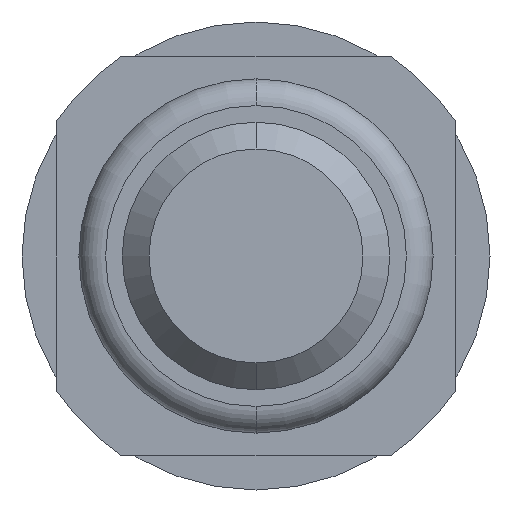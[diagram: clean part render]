
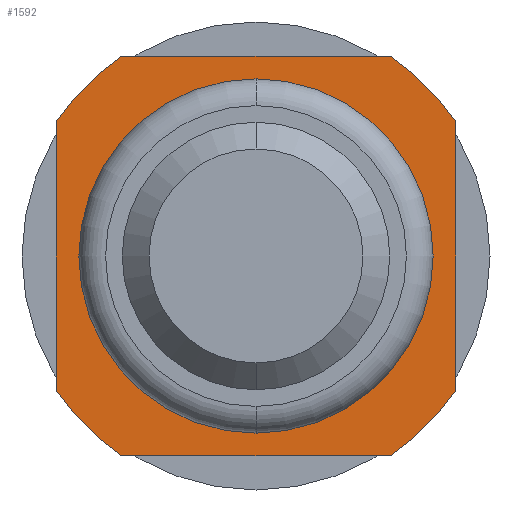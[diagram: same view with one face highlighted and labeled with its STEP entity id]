
A CAD part, front view. The second image highlights one B-rep face of the part: STEP entity #1592.
In plain terms, the highlighted planar face has unit normal (0, -1, 0).
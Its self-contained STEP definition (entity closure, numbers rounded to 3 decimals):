
#14 = DIRECTION ( 'NONE',  ( 0., 0., -1. ) ) ;
#68 = ORIENTED_EDGE ( 'NONE', *, *, #732, .F. ) ;
#254 = EDGE_CURVE ( 'NONE', #805, #533, #2414, .T. ) ;
#258 = DIRECTION ( 'NONE',  ( 0., 1., 0. ) ) ;
#273 = DIRECTION ( 'NONE',  ( 0., 0., 1. ) ) ;
#284 = CARTESIAN_POINT ( 'NONE',  ( 1.495, -2., 1.002 ) ) ;
#292 = VERTEX_POINT ( 'NONE', #284 ) ;
#297 = DIRECTION ( 'NONE',  ( 0., 0., 1. ) ) ;
#342 = EDGE_CURVE ( 'NONE', #1455, #2483, #1721, .T. ) ;
#348 = CARTESIAN_POINT ( 'NONE',  ( 0., -2., 0. ) ) ;
#364 = DIRECTION ( 'NONE',  ( 0., 1., 0. ) ) ;
#418 = VERTEX_POINT ( 'NONE', #2575 ) ;
#435 = VERTEX_POINT ( 'NONE', #1746 ) ;
#480 = DIRECTION ( 'NONE',  ( 0., 0., 1. ) ) ;
#493 = CARTESIAN_POINT ( 'NONE',  ( 1.002, -2., -1.495 ) ) ;
#533 = VERTEX_POINT ( 'NONE', #3537 ) ;
#554 = CARTESIAN_POINT ( 'NONE',  ( -1.495, -2., 1.002 ) ) ;
#578 = ORIENTED_EDGE ( 'NONE', *, *, #1632, .F. ) ;
#651 = AXIS2_PLACEMENT_3D ( 'NONE', #2310, #897, #2021 ) ;
#732 = EDGE_CURVE ( 'NONE', #2965, #1455, #3448, .T. ) ;
#745 = ORIENTED_EDGE ( 'NONE', *, *, #2788, .F. ) ;
#805 = VERTEX_POINT ( 'NONE', #3646 ) ;
#826 = DIRECTION ( 'NONE',  ( 0., 0., 1. ) ) ;
#842 = DIRECTION ( 'NONE',  ( 0., 1., 0. ) ) ;
#889 = EDGE_CURVE ( 'NONE', #418, #292, #2235, .T. ) ;
#897 = DIRECTION ( 'NONE',  ( 0., 1., 0. ) ) ;
#900 = ORIENTED_EDGE ( 'NONE', *, *, #254, .T. ) ;
#913 = LINE ( 'NONE', #2287, #3529 ) ;
#983 = ORIENTED_EDGE ( 'NONE', *, *, #3379, .F. ) ;
#987 = DIRECTION ( 'NONE',  ( 1., 0., 0. ) ) ;
#1128 = ORIENTED_EDGE ( 'NONE', *, *, #3576, .T. ) ;
#1176 = DIRECTION ( 'NONE',  ( 0., 1., 0. ) ) ;
#1238 = CARTESIAN_POINT ( 'NONE',  ( -1.495, -2., -1.002 ) ) ;
#1287 = CARTESIAN_POINT ( 'NONE',  ( -1.002, -2., -1.495 ) ) ;
#1400 = VECTOR ( 'NONE', #1660, 1000. ) ;
#1414 = PLANE ( 'NONE',  #3144 ) ;
#1455 = VERTEX_POINT ( 'NONE', #1287 ) ;
#1485 = LINE ( 'NONE', #2348, #2911 ) ;
#1592 = ADVANCED_FACE ( 'NONE', ( #3405, #3308 ), #1414, .F. ) ;
#1602 = CIRCLE ( 'NONE', #2025, 1.325 ) ;
#1604 = VERTEX_POINT ( 'NONE', #554 ) ;
#1632 = EDGE_CURVE ( 'NONE', #2483, #1604, #2230, .T. ) ;
#1655 = EDGE_CURVE ( 'NONE', #292, #435, #913, .T. ) ;
#1660 = DIRECTION ( 'NONE',  ( -1., 0., 0. ) ) ;
#1694 = EDGE_LOOP ( 'NONE', ( #900, #1128 ) ) ;
#1721 = CIRCLE ( 'NONE', #2448, 1.8 ) ;
#1734 = DIRECTION ( 'NONE',  ( 0., 0., 1. ) ) ;
#1746 = CARTESIAN_POINT ( 'NONE',  ( 1.495, -2., -1.002 ) ) ;
#1786 = VERTEX_POINT ( 'NONE', #2616 ) ;
#1944 = ORIENTED_EDGE ( 'NONE', *, *, #342, .F. ) ;
#1975 = CARTESIAN_POINT ( 'NONE',  ( 0., -2., 0. ) ) ;
#2015 = DIRECTION ( 'NONE',  ( 0., 0., 1. ) ) ;
#2021 = DIRECTION ( 'NONE',  ( 0., 0., 1. ) ) ;
#2025 = AXIS2_PLACEMENT_3D ( 'NONE', #3675, #842, #826 ) ;
#2028 = DIRECTION ( 'NONE',  ( 0., 1., 0. ) ) ;
#2058 = CIRCLE ( 'NONE', #2128, 1.8 ) ;
#2128 = AXIS2_PLACEMENT_3D ( 'NONE', #2570, #2028, #1734 ) ;
#2230 = LINE ( 'NONE', #2823, #3624 ) ;
#2235 = CIRCLE ( 'NONE', #2446, 1.8 ) ;
#2261 = ORIENTED_EDGE ( 'NONE', *, *, #889, .F. ) ;
#2271 = CARTESIAN_POINT ( 'NONE',  ( 0., -2., 0. ) ) ;
#2287 = CARTESIAN_POINT ( 'NONE',  ( 1.495, -2., 0. ) ) ;
#2310 = CARTESIAN_POINT ( 'NONE',  ( 0., -2., 0. ) ) ;
#2337 = ORIENTED_EDGE ( 'NONE', *, *, #1655, .F. ) ;
#2348 = CARTESIAN_POINT ( 'NONE',  ( 1.8, -2., 1.495 ) ) ;
#2395 = EDGE_CURVE ( 'NONE', #1604, #1786, #2058, .T. ) ;
#2414 = CIRCLE ( 'NONE', #2949, 1.325 ) ;
#2446 = AXIS2_PLACEMENT_3D ( 'NONE', #348, #1176, #297 ) ;
#2448 = AXIS2_PLACEMENT_3D ( 'NONE', #2271, #3684, #2817 ) ;
#2483 = VERTEX_POINT ( 'NONE', #1238 ) ;
#2570 = CARTESIAN_POINT ( 'NONE',  ( 0., -2., 0. ) ) ;
#2575 = CARTESIAN_POINT ( 'NONE',  ( 1.002, -2., 1.495 ) ) ;
#2616 = CARTESIAN_POINT ( 'NONE',  ( -1.002, -2., 1.495 ) ) ;
#2735 = ORIENTED_EDGE ( 'NONE', *, *, #2395, .F. ) ;
#2788 = EDGE_CURVE ( 'NONE', #435, #2965, #3254, .T. ) ;
#2817 = DIRECTION ( 'NONE',  ( 0., 0., 1. ) ) ;
#2823 = CARTESIAN_POINT ( 'NONE',  ( -1.495, -2., 0. ) ) ;
#2911 = VECTOR ( 'NONE', #987, 1000. ) ;
#2949 = AXIS2_PLACEMENT_3D ( 'NONE', #1975, #258, #273 ) ;
#2965 = VERTEX_POINT ( 'NONE', #493 ) ;
#3144 = AXIS2_PLACEMENT_3D ( 'NONE', #3422, #364, #480 ) ;
#3254 = CIRCLE ( 'NONE', #651, 1.8 ) ;
#3308 = FACE_OUTER_BOUND ( 'NONE', #3635, .T. ) ;
#3327 = CARTESIAN_POINT ( 'NONE',  ( 1.8, -2., -1.495 ) ) ;
#3379 = EDGE_CURVE ( 'NONE', #1786, #418, #1485, .T. ) ;
#3405 = FACE_BOUND ( 'NONE', #1694, .T. ) ;
#3422 = CARTESIAN_POINT ( 'NONE',  ( 1.8, -2., 0. ) ) ;
#3448 = LINE ( 'NONE', #3327, #1400 ) ;
#3529 = VECTOR ( 'NONE', #14, 1000. ) ;
#3537 = CARTESIAN_POINT ( 'NONE',  ( 0., -2., -1.325 ) ) ;
#3576 = EDGE_CURVE ( 'NONE', #533, #805, #1602, .T. ) ;
#3624 = VECTOR ( 'NONE', #2015, 1000. ) ;
#3635 = EDGE_LOOP ( 'NONE', ( #2337, #2261, #983, #2735, #578, #1944, #68, #745 ) ) ;
#3646 = CARTESIAN_POINT ( 'NONE',  ( 0., -2., 1.325 ) ) ;
#3675 = CARTESIAN_POINT ( 'NONE',  ( 0., -2., 0. ) ) ;
#3684 = DIRECTION ( 'NONE',  ( 0., 1., 0. ) ) ;
